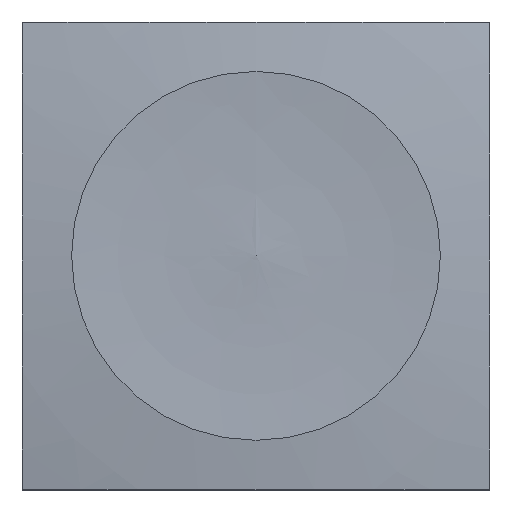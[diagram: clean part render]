
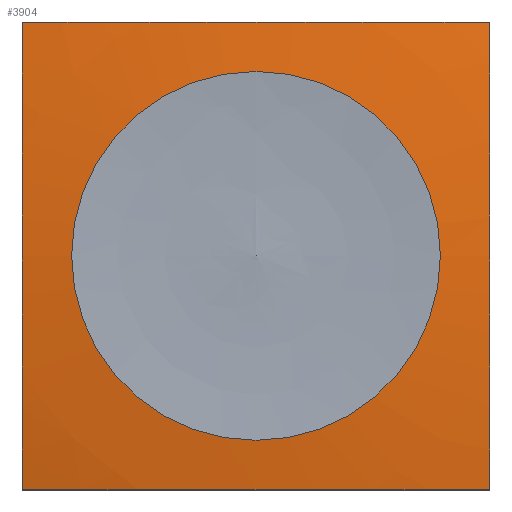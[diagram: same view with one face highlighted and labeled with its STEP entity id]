
A CAD part, top view. The second image highlights one B-rep face of the part: STEP entity #3904.
In plain terms, the highlighted free-form (B-spline) face has degree [2, 2] with [3, 9] control points.
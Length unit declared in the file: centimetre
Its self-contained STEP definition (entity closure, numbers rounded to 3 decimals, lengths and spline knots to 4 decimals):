
#40=B_SPLINE_CURVE_WITH_KNOTS('',3,(#5763,#5764,#5765,#5766,#5767,#5768),
 .UNSPECIFIED.,.F.,.F.,(4,2,4),(-1.0115,-0.871,0.),
 .UNSPECIFIED.);
#41=B_SPLINE_CURVE_WITH_KNOTS('',3,(#5770,#5771,#5772,#5773,#5774,#5775,
#5776,#5777,#5778,#5779,#5780),.UNSPECIFIED.,.F.,.F.,(4,2,3,2,4),(-1.0115,
-0.871,0.,0.871,1.0115),.UNSPECIFIED.);
#42=B_SPLINE_CURVE_WITH_KNOTS('',3,(#5782,#5783,#5784,#5785,#5786,#5787,
#5788,#5789,#5790,#5791,#5792),.UNSPECIFIED.,.F.,.F.,(4,2,3,2,4),(-1.0115,
-0.871,0.,0.871,1.0115),.UNSPECIFIED.);
#43=B_SPLINE_CURVE_WITH_KNOTS('',3,(#5794,#5795,#5796,#5797,#5798,#5799,
#5800,#5801,#5802,#5803,#5804),.UNSPECIFIED.,.F.,.F.,(4,2,3,2,4),(-1.0115,
-0.871,0.,0.871,1.0115),.UNSPECIFIED.);
#44=B_SPLINE_CURVE_WITH_KNOTS('',3,(#5805,#5806,#5807,#5808,#5809,#5810),
 .UNSPECIFIED.,.F.,.F.,(4,2,4),(0.,0.871,1.0115),
 .UNSPECIFIED.);
#45=(
BOUNDED_CURVE()
B_SPLINE_CURVE(2,(#5759,#5760,#5761),.UNSPECIFIED.,.F.,.F.)
B_SPLINE_CURVE_WITH_KNOTS((3,3),(-1.4679,-1.4391),
 .UNSPECIFIED.)
CURVE()
GEOMETRIC_REPRESENTATION_ITEM()
RATIONAL_B_SPLINE_CURVE((1.,1.,1.))
REPRESENTATION_ITEM('')
);
#47=(
BOUNDED_SURFACE()
B_SPLINE_SURFACE(2,2,((#5731,#5732,#5733,#5734,#5735,#5736,#5737,#5738,
#5739),(#5740,#5741,#5742,#5743,#5744,#5745,#5746,#5747,#5748),(#5749,#5750,
#5751,#5752,#5753,#5754,#5755,#5756,#5757)),.UNSPECIFIED.,.F.,.T.,.F.)
B_SPLINE_SURFACE_WITH_KNOTS((3,3),(3,2,2,2,3),(-1.4679,-1.3824),
(-3.1416,-1.5708,0.,1.5708,3.1416),
 .UNSPECIFIED.)
GEOMETRIC_REPRESENTATION_ITEM()
RATIONAL_B_SPLINE_SURFACE(((1.,0.707,1.,0.707,1.,
0.707,1.,0.707,1.),(0.999,0.706,
0.999,0.706,0.999,0.706,
0.999,0.706,0.999),(1.,0.707,
1.,0.707,1.,0.707,1.,0.707,1.)))
REPRESENTATION_ITEM('')
SURFACE()
);
#57=CIRCLE('',#4132,0.8279);
#58=CIRCLE('',#4133,0.8279);
#179=FACE_OUTER_BOUND('',#395,.T.);
#395=EDGE_LOOP('',(#2835,#2836,#2837,#2838,#2839,#2840,#2841,#2842,#2843));
#1692=VERTEX_POINT('',#5726);
#1693=VERTEX_POINT('',#5728);
#1694=VERTEX_POINT('',#5758);
#1695=VERTEX_POINT('',#5762);
#1696=VERTEX_POINT('',#5769);
#1697=VERTEX_POINT('',#5781);
#1698=VERTEX_POINT('',#5793);
#2120=EDGE_CURVE('',#1693,#1692,#57,.T.);
#2121=EDGE_CURVE('',#1692,#1693,#58,.T.);
#2122=EDGE_CURVE('',#1693,#1694,#45,.T.);
#2123=EDGE_CURVE('',#1695,#1694,#40,.T.);
#2124=EDGE_CURVE('',#1696,#1695,#41,.T.);
#2125=EDGE_CURVE('',#1697,#1696,#42,.T.);
#2126=EDGE_CURVE('',#1698,#1697,#43,.T.);
#2127=EDGE_CURVE('',#1694,#1698,#44,.T.);
#2835=ORIENTED_EDGE('',*,*,#2121,.T.);
#2836=ORIENTED_EDGE('',*,*,#2122,.T.);
#2837=ORIENTED_EDGE('',*,*,#2123,.F.);
#2838=ORIENTED_EDGE('',*,*,#2124,.F.);
#2839=ORIENTED_EDGE('',*,*,#2125,.F.);
#2840=ORIENTED_EDGE('',*,*,#2126,.F.);
#2841=ORIENTED_EDGE('',*,*,#2127,.F.);
#2842=ORIENTED_EDGE('',*,*,#2122,.F.);
#2843=ORIENTED_EDGE('',*,*,#2120,.T.);
#3904=ADVANCED_FACE('',(#179),#47,.F.);
#4132=AXIS2_PLACEMENT_3D('',#5729,#4617,#4618);
#4133=AXIS2_PLACEMENT_3D('',#5730,#4619,#4620);
#4617=DIRECTION('center_axis',(0.,0.,
-1.));
#4618=DIRECTION('ref_axis',(0.,-1.,0.));
#4619=DIRECTION('center_axis',(0.,0.,
-1.));
#4620=DIRECTION('ref_axis',(0.,-1.,0.));
#5726=CARTESIAN_POINT('',(0.,0.8279,1.9295));
#5728=CARTESIAN_POINT('',(0.,-0.8279,1.9295));
#5729=CARTESIAN_POINT('Origin',(0.,0.,
1.9295));
#5730=CARTESIAN_POINT('Origin',(0.,0.,
1.9295));
#5731=CARTESIAN_POINT('Ctrl Pts',(0.,-0.8279,
1.9295));
#5732=CARTESIAN_POINT('Ctrl Pts',(-0.8279,-0.8279,
1.9295));
#5733=CARTESIAN_POINT('Ctrl Pts',(-0.8279,0.,
1.9295));
#5734=CARTESIAN_POINT('Ctrl Pts',(-0.8279,0.8279,1.9295));
#5735=CARTESIAN_POINT('Ctrl Pts',(0.,0.8279,
1.9295));
#5736=CARTESIAN_POINT('Ctrl Pts',(0.8279,0.8279,1.9295));
#5737=CARTESIAN_POINT('Ctrl Pts',(0.8279,0.,
1.9295));
#5738=CARTESIAN_POINT('Ctrl Pts',(0.8279,-0.8279,1.9295));
#5739=CARTESIAN_POINT('Ctrl Pts',(0.,-0.8279,
1.9295));
#5740=CARTESIAN_POINT('Ctrl Pts',(0.,-1.1585,
1.8954));
#5741=CARTESIAN_POINT('Ctrl Pts',(-1.1585,-1.1585,1.8954));
#5742=CARTESIAN_POINT('Ctrl Pts',(-1.1585,0.,
1.8954));
#5743=CARTESIAN_POINT('Ctrl Pts',(-1.1585,1.1585,1.8954));
#5744=CARTESIAN_POINT('Ctrl Pts',(0.,1.1585,
1.8954));
#5745=CARTESIAN_POINT('Ctrl Pts',(1.1585,1.1585,1.8954));
#5746=CARTESIAN_POINT('Ctrl Pts',(1.1585,0.,
1.8954));
#5747=CARTESIAN_POINT('Ctrl Pts',(1.1585,-1.1585,1.8954));
#5748=CARTESIAN_POINT('Ctrl Pts',(0.,-1.1585,
1.8954));
#5749=CARTESIAN_POINT('Ctrl Pts',(0.,-1.4849,
1.8331));
#5750=CARTESIAN_POINT('Ctrl Pts',(-1.4849,-1.4849,1.8331));
#5751=CARTESIAN_POINT('Ctrl Pts',(-1.4849,0.,
1.8331));
#5752=CARTESIAN_POINT('Ctrl Pts',(-1.4849,1.4849,1.8331));
#5753=CARTESIAN_POINT('Ctrl Pts',(0.,1.4849,
1.8331));
#5754=CARTESIAN_POINT('Ctrl Pts',(1.4849,1.4849,1.8331));
#5755=CARTESIAN_POINT('Ctrl Pts',(1.4849,0.,
1.8331));
#5756=CARTESIAN_POINT('Ctrl Pts',(1.4849,-1.4849,1.8331));
#5757=CARTESIAN_POINT('Ctrl Pts',(0.,-1.4849,
1.8331));
#5758=CARTESIAN_POINT('',(0.,-1.05,1.9033));
#5759=CARTESIAN_POINT('Ctrl Pts',(0.,-0.8279,
1.9295));
#5760=CARTESIAN_POINT('Ctrl Pts',(0.,-0.9391,
1.918));
#5761=CARTESIAN_POINT('Ctrl Pts',(0.,-1.05,1.9033));
#5762=CARTESIAN_POINT('',(1.05,-1.05,1.8331));
#5763=CARTESIAN_POINT('Ctrl Pts',(1.05,-1.05,1.8331));
#5764=CARTESIAN_POINT('Ctrl Pts',(1.0002,-1.05,1.8398));
#5765=CARTESIAN_POINT('Ctrl Pts',(0.9505,-1.05,1.8461));
#5766=CARTESIAN_POINT('Ctrl Pts',(0.5936,-1.05,1.8872));
#5767=CARTESIAN_POINT('Ctrl Pts',(0.2903,-1.05,1.9033));
#5768=CARTESIAN_POINT('Ctrl Pts',(0.,-1.05,1.9033));
#5769=CARTESIAN_POINT('',(1.05,1.05,1.8331));
#5770=CARTESIAN_POINT('Ctrl Pts',(1.05,1.05,1.8331));
#5771=CARTESIAN_POINT('Ctrl Pts',(1.05,1.0002,1.8398));
#5772=CARTESIAN_POINT('Ctrl Pts',(1.05,0.9505,1.8461));
#5773=CARTESIAN_POINT('Ctrl Pts',(1.05,0.5936,1.8872));
#5774=CARTESIAN_POINT('Ctrl Pts',(1.05,0.2903,1.9033));
#5775=CARTESIAN_POINT('Ctrl Pts',(1.05,0.,1.9033));
#5776=CARTESIAN_POINT('Ctrl Pts',(1.05,-0.2903,1.9033));
#5777=CARTESIAN_POINT('Ctrl Pts',(1.05,-0.5936,1.8872));
#5778=CARTESIAN_POINT('Ctrl Pts',(1.05,-0.9505,1.8461));
#5779=CARTESIAN_POINT('Ctrl Pts',(1.05,-1.0002,1.8398));
#5780=CARTESIAN_POINT('Ctrl Pts',(1.05,-1.05,1.8331));
#5781=CARTESIAN_POINT('',(-1.05,1.05,1.8331));
#5782=CARTESIAN_POINT('Ctrl Pts',(-1.05,1.05,1.8331));
#5783=CARTESIAN_POINT('Ctrl Pts',(-1.0002,1.05,1.8398));
#5784=CARTESIAN_POINT('Ctrl Pts',(-0.9505,1.05,1.8461));
#5785=CARTESIAN_POINT('Ctrl Pts',(-0.5936,1.05,1.8872));
#5786=CARTESIAN_POINT('Ctrl Pts',(-0.2903,1.05,1.9033));
#5787=CARTESIAN_POINT('Ctrl Pts',(0.,1.05,1.9033));
#5788=CARTESIAN_POINT('Ctrl Pts',(0.2903,1.05,1.9033));
#5789=CARTESIAN_POINT('Ctrl Pts',(0.5936,1.05,1.8872));
#5790=CARTESIAN_POINT('Ctrl Pts',(0.9505,1.05,1.8461));
#5791=CARTESIAN_POINT('Ctrl Pts',(1.0002,1.05,1.8398));
#5792=CARTESIAN_POINT('Ctrl Pts',(1.05,1.05,1.8331));
#5793=CARTESIAN_POINT('',(-1.05,-1.05,1.8331));
#5794=CARTESIAN_POINT('Ctrl Pts',(-1.05,-1.05,1.8331));
#5795=CARTESIAN_POINT('Ctrl Pts',(-1.05,-1.0002,1.8398));
#5796=CARTESIAN_POINT('Ctrl Pts',(-1.05,-0.9505,1.8461));
#5797=CARTESIAN_POINT('Ctrl Pts',(-1.05,-0.5936,1.8872));
#5798=CARTESIAN_POINT('Ctrl Pts',(-1.05,-0.2903,1.9033));
#5799=CARTESIAN_POINT('Ctrl Pts',(-1.05,0.,1.9033));
#5800=CARTESIAN_POINT('Ctrl Pts',(-1.05,0.2903,1.9033));
#5801=CARTESIAN_POINT('Ctrl Pts',(-1.05,0.5936,1.8872));
#5802=CARTESIAN_POINT('Ctrl Pts',(-1.05,0.9505,1.8461));
#5803=CARTESIAN_POINT('Ctrl Pts',(-1.05,1.0002,1.8398));
#5804=CARTESIAN_POINT('Ctrl Pts',(-1.05,1.05,1.8331));
#5805=CARTESIAN_POINT('Ctrl Pts',(0.,-1.05,1.9033));
#5806=CARTESIAN_POINT('Ctrl Pts',(-0.2903,-1.05,1.9033));
#5807=CARTESIAN_POINT('Ctrl Pts',(-0.5936,-1.05,1.8872));
#5808=CARTESIAN_POINT('Ctrl Pts',(-0.9505,-1.05,1.8461));
#5809=CARTESIAN_POINT('Ctrl Pts',(-1.0002,-1.05,1.8398));
#5810=CARTESIAN_POINT('Ctrl Pts',(-1.05,-1.05,1.8331));
